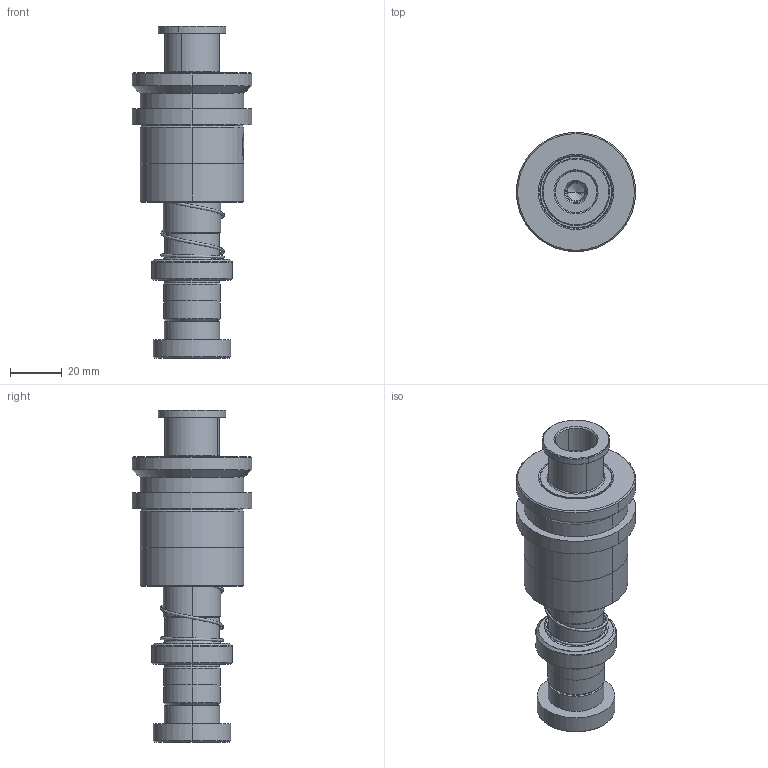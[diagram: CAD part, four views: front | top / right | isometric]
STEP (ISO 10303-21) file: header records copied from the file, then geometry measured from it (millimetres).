
FILE_DESCRIPTION (( 'STEP AP214' ), '1' );
FILE_NAME ('KTSH KTJH-D22-L80(BL50).STEP', '2021-09-09T06:30:44', ( '' ), ( '' ), 'SwSTEP 2.0', 'SolidWorks 2016', '' );
FILE_SCHEMA (( 'AUTOMOTIVE_DESIGN' ));
Length unit declared in the file: millimetre
Products named in the file (197): BALL-D3; KTSH KTJH-D22-L80(BL50); TRB22-30-20; GTK-D26-d21; BSH-D27.5-22.5-L50郪蚾; TRPK蹟簽D22; HWP-D24.5-d22.5-L40; TRPK-D22-L80; BSH-27.5-22.5-L50
Assembly tree (190 placements, depth 3):
  BALL-D3
  BALL-D3
  BALL-D3
  BALL-D3
  BALL-D3
Bounding box: 46 x 46 x 128 mm (x, y, z)
Volume: 91535.3 mm3; surface area: 46914.8 mm2
Topology: 186 solids, 186 shells, 892 faces, 3655 edges, 2418 vertices
Faces by surface type: sphere 720, cylinder 58, cone 52, plane 32, torus 16, bspline 14
Entity records: 38330 total; most frequent: CARTESIAN_POINT 21271, ORIENTED_EDGE 2972, DIRECTION 2680, EDGE_CURVE 1486, AXIS2_PLACEMENT_3D 1272, VERTEX_POINT 966, EDGE_LOOP 902, B_SPLINE_CURVE_WITH_KNOTS 797
